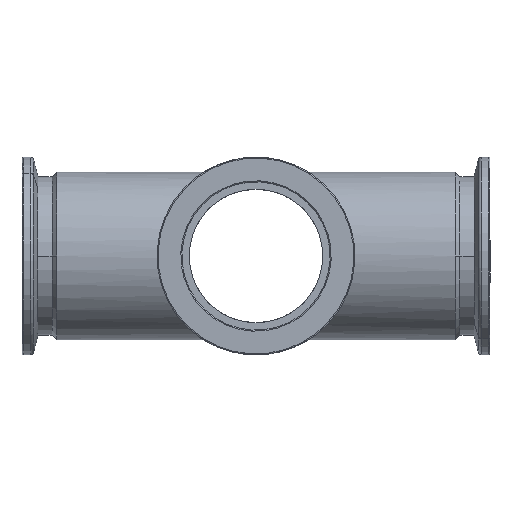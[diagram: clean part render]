
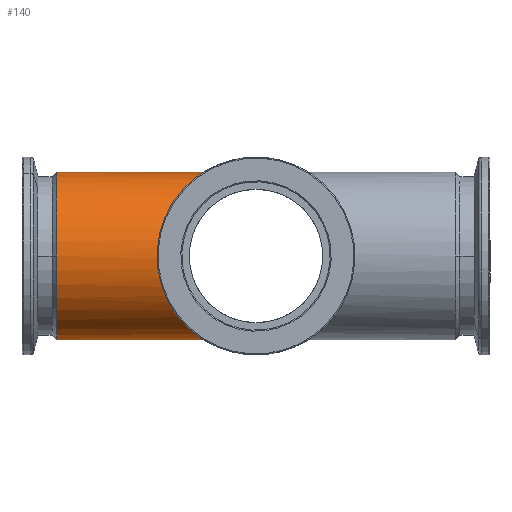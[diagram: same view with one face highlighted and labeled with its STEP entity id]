
A CAD part, front view. The second image highlights one B-rep face of the part: STEP entity #140.
In plain terms, the highlighted cylindrical face has radius 23.3 mm (diameter 46.6 mm), a partial arc.
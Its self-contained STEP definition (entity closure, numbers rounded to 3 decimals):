
#71 = DIRECTION ( 'NONE',  ( 0., 0., 1. ) ) ;
#75 = CARTESIAN_POINT ( 'NONE',  ( -55.35, 0., 0. ) ) ;
#92 = EDGE_LOOP ( 'NONE', ( #1457, #368, #776, #1092, #874 ) ) ;
#140 = ADVANCED_FACE ( 'NONE', ( #1450 ), #1372, .T. ) ;
#231 = DIRECTION ( 'NONE',  ( -1., 0., 0. ) ) ;
#252 = EDGE_CURVE ( 'NONE', #350, #472, #894, .T. ) ;
#317 = CARTESIAN_POINT ( 'NONE',  ( 0., 0., -23.3 ) ) ;
#331 = DIRECTION ( 'NONE',  ( 0., -1., 0. ) ) ;
#349 = CARTESIAN_POINT ( 'NONE',  ( 61.5, 0., -23.3 ) ) ;
#350 = VERTEX_POINT ( 'NONE', #587 ) ;
#368 = ORIENTED_EDGE ( 'NONE', *, *, #1244, .F. ) ;
#460 =( BOUNDED_CURVE ( )  B_SPLINE_CURVE ( 3, ( #1334, #464, #1571, #851 ),
 .UNSPECIFIED., .F., .F. ) 
 B_SPLINE_CURVE_WITH_KNOTS ( ( 4, 4 ),
 ( 4.712, 7.854 ),
 .UNSPECIFIED. ) 
 CURVE ( )  GEOMETRIC_REPRESENTATION_ITEM ( )  RATIONAL_B_SPLINE_CURVE ( ( 1., 0.333, 0.333, 1. ) ) 
 REPRESENTATION_ITEM ( '' )  );
#464 = CARTESIAN_POINT ( 'NONE',  ( -46.6, -46.6, 23.3 ) ) ;
#472 = VERTEX_POINT ( 'NONE', #501 ) ;
#500 = EDGE_CURVE ( 'NONE', #1208, #350, #502, .T. ) ;
#501 = CARTESIAN_POINT ( 'NONE',  ( -55.35, 0., 23.3 ) ) ;
#502 = CIRCLE ( 'NONE', #1554, 23.3 ) ;
#576 = CARTESIAN_POINT ( 'NONE',  ( -55.35, 0., 0. ) ) ;
#587 = CARTESIAN_POINT ( 'NONE',  ( -55.35, -23.3, 0. ) ) ;
#643 = DIRECTION ( 'NONE',  ( -1., 0., 0. ) ) ;
#664 = LINE ( 'NONE', #1004, #1370 ) ;
#743 = LINE ( 'NONE', #349, #1363 ) ;
#776 = ORIENTED_EDGE ( 'NONE', *, *, #1388, .T. ) ;
#827 = CARTESIAN_POINT ( 'NONE',  ( -55.35, 0., -23.3 ) ) ;
#851 = CARTESIAN_POINT ( 'NONE',  ( 0., 0., -23.3 ) ) ;
#874 = ORIENTED_EDGE ( 'NONE', *, *, #500, .F. ) ;
#894 = CIRCLE ( 'NONE', #1376, 23.3 ) ;
#925 = DIRECTION ( 'NONE',  ( -1., 0., 0. ) ) ;
#958 = DIRECTION ( 'NONE',  ( 0., -1., 0. ) ) ;
#970 = CARTESIAN_POINT ( 'NONE',  ( 0., 0., 23.3 ) ) ;
#1004 = CARTESIAN_POINT ( 'NONE',  ( 61.5, 0., 23.3 ) ) ;
#1081 = DIRECTION ( 'NONE',  ( -1., 0., 0. ) ) ;
#1092 = ORIENTED_EDGE ( 'NONE', *, *, #252, .F. ) ;
#1181 = VERTEX_POINT ( 'NONE', #317 ) ;
#1208 = VERTEX_POINT ( 'NONE', #827 ) ;
#1226 = AXIS2_PLACEMENT_3D ( 'NONE', #1542, #1326, #71 ) ;
#1244 = EDGE_CURVE ( 'NONE', #1305, #1181, #460, .T. ) ;
#1269 = EDGE_CURVE ( 'NONE', #1181, #1208, #743, .T. ) ;
#1305 = VERTEX_POINT ( 'NONE', #970 ) ;
#1326 = DIRECTION ( 'NONE',  ( -1., 0., 0. ) ) ;
#1334 = CARTESIAN_POINT ( 'NONE',  ( 0., 0., 23.3 ) ) ;
#1363 = VECTOR ( 'NONE', #1081, 1000. ) ;
#1370 = VECTOR ( 'NONE', #643, 1000. ) ;
#1372 = CYLINDRICAL_SURFACE ( 'NONE', #1226, 23.3 ) ;
#1376 = AXIS2_PLACEMENT_3D ( 'NONE', #75, #231, #958 ) ;
#1388 = EDGE_CURVE ( 'NONE', #1305, #472, #664, .T. ) ;
#1450 = FACE_OUTER_BOUND ( 'NONE', #92, .T. ) ;
#1457 = ORIENTED_EDGE ( 'NONE', *, *, #1269, .F. ) ;
#1542 = CARTESIAN_POINT ( 'NONE',  ( 61.5, 0., 0. ) ) ;
#1554 = AXIS2_PLACEMENT_3D ( 'NONE', #576, #925, #331 ) ;
#1571 = CARTESIAN_POINT ( 'NONE',  ( -46.6, -46.6, -23.3 ) ) ;
